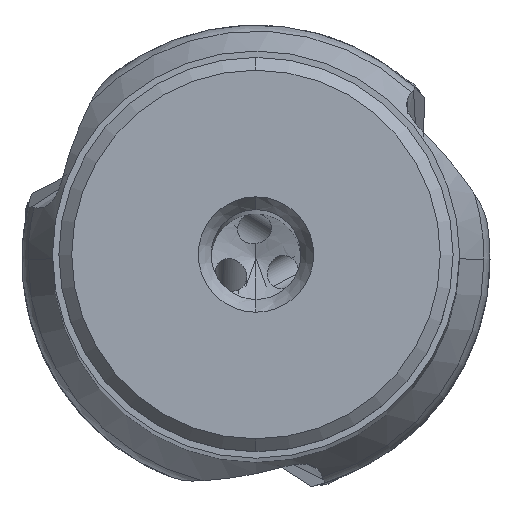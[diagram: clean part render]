
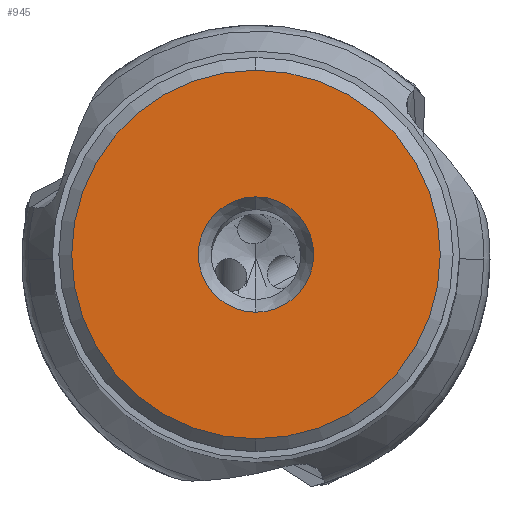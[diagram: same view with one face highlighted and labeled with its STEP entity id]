
A CAD part, top view. The second image highlights one B-rep face of the part: STEP entity #945.
In plain terms, the highlighted planar face has unit normal (0, 0, 1).
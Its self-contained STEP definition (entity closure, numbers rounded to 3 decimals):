
#79=FACE_BOUND('',#1724,.T.);
#80=FACE_BOUND('',#1725,.T.);
#196=PLANE('',#6047);
#945=ADVANCED_FACE('',(#79,#80),#196,.T.);
#1724=EDGE_LOOP('',(#2518,#2519));
#1725=EDGE_LOOP('',(#2520,#2521));
#2144=CIRCLE('',#6042,4.5);
#2145=CIRCLE('',#6044,14.375);
#2146=CIRCLE('',#6045,14.375);
#2147=CIRCLE('',#6046,4.5);
#2518=ORIENTED_EDGE('',*,*,#4817,.F.);
#2519=ORIENTED_EDGE('',*,*,#4818,.F.);
#2520=ORIENTED_EDGE('',*,*,#4816,.F.);
#2521=ORIENTED_EDGE('',*,*,#4819,.F.);
#4217=VERTEX_POINT('',#9381);
#4218=VERTEX_POINT('',#9383);
#4219=VERTEX_POINT('',#9387);
#4220=VERTEX_POINT('',#9388);
#4816=EDGE_CURVE('',#4218,#4217,#2144,.T.);
#4817=EDGE_CURVE('',#4219,#4220,#2145,.T.);
#4818=EDGE_CURVE('',#4220,#4219,#2146,.T.);
#4819=EDGE_CURVE('',#4217,#4218,#2147,.T.);
#6042=AXIS2_PLACEMENT_3D('',#9384,#6791,#6792);
#6044=AXIS2_PLACEMENT_3D('',#9386,#6795,#6796);
#6045=AXIS2_PLACEMENT_3D('',#9389,#6797,#6798);
#6046=AXIS2_PLACEMENT_3D('',#9390,#6799,#6800);
#6047=AXIS2_PLACEMENT_3D('',#9391,#6801,#6802);
#6791=DIRECTION('',(0.,0.,1.));
#6792=DIRECTION('',(0.,1.,0.));
#6795=DIRECTION('',(0.,0.,-1.));
#6796=DIRECTION('',(0.,-1.,0.));
#6797=DIRECTION('',(0.,0.,-1.));
#6798=DIRECTION('',(0.,1.,0.));
#6799=DIRECTION('',(0.,0.,1.));
#6800=DIRECTION('',(0.,-1.,0.));
#6801=DIRECTION('',(0.,0.,1.));
#6802=DIRECTION('',(-1.,0.,0.));
#9381=CARTESIAN_POINT('',(0.,-4.5,0.));
#9383=CARTESIAN_POINT('',(0.,4.5,0.));
#9384=CARTESIAN_POINT('',(0.,0.,0.));
#9386=CARTESIAN_POINT('',(0.,0.,0.));
#9387=CARTESIAN_POINT('',(0.,-14.375,0.));
#9388=CARTESIAN_POINT('',(0.,14.375,0.));
#9389=CARTESIAN_POINT('',(0.,0.,0.));
#9390=CARTESIAN_POINT('',(0.,0.,0.));
#9391=CARTESIAN_POINT('',(0.,0.,0.));
